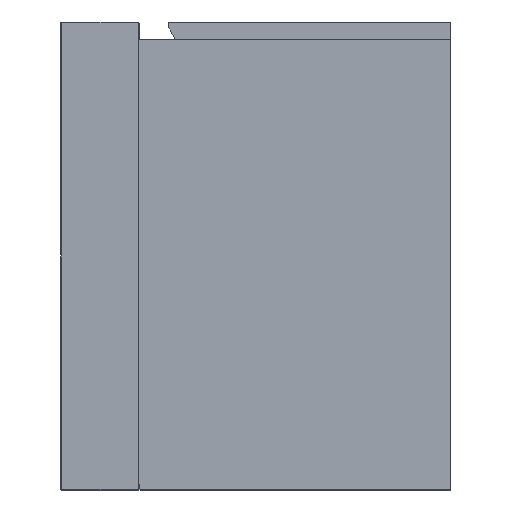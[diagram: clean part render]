
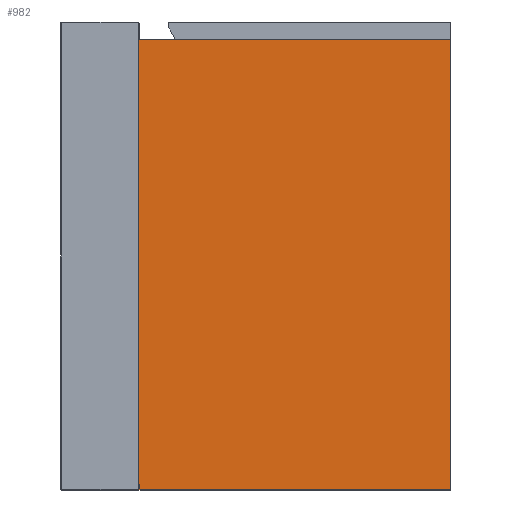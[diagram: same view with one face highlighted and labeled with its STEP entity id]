
A CAD part, left-side view. The second image highlights one B-rep face of the part: STEP entity #982.
In plain terms, the highlighted planar face has unit normal (-1, 0, 0).
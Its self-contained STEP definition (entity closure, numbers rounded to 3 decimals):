
#903=DIRECTION('',(0.,-1.,0.));
#904=VECTOR('',#903,320.);
#905=CARTESIAN_POINT('',(0.,160.,231.));
#906=LINE('',#905,#904);
#907=DIRECTION('',(0.,0.,-1.));
#908=VECTOR('',#907,462.);
#909=CARTESIAN_POINT('',(0.,-160.,231.));
#910=LINE('',#909,#908);
#911=DIRECTION('',(0.,1.,0.));
#912=VECTOR('',#911,320.);
#913=CARTESIAN_POINT('',(0.,-160.,-231.));
#914=LINE('',#913,#912);
#915=DIRECTION('',(0.,0.,1.));
#916=VECTOR('',#915,462.);
#917=CARTESIAN_POINT('',(0.,160.,-231.));
#918=LINE('',#917,#916);
#951=CARTESIAN_POINT('',(0.,160.,231.));
#952=CARTESIAN_POINT('',(0.,-160.,231.));
#953=VERTEX_POINT('',#951);
#954=VERTEX_POINT('',#952);
#955=CARTESIAN_POINT('',(0.,-160.,-231.));
#956=VERTEX_POINT('',#955);
#957=CARTESIAN_POINT('',(0.,160.,-231.));
#958=VERTEX_POINT('',#957);
#967=CARTESIAN_POINT('',(0.,0.,0.));
#968=DIRECTION('',(1.,0.,0.));
#969=DIRECTION('',(0.,0.,-1.));
#970=AXIS2_PLACEMENT_3D('',#967,#968,#969);
#971=PLANE('',#970);
#973=ORIENTED_EDGE('',*,*,#972,.T.);
#975=ORIENTED_EDGE('',*,*,#974,.T.);
#977=ORIENTED_EDGE('',*,*,#976,.T.);
#979=ORIENTED_EDGE('',*,*,#978,.T.);
#980=EDGE_LOOP('',(#973,#975,#977,#979));
#981=FACE_OUTER_BOUND('',#980,.F.);
#982=ADVANCED_FACE('',(#981),#971,.F.);
#972=EDGE_CURVE('',#953,#954,#906,.T.);
#974=EDGE_CURVE('',#954,#956,#910,.T.);
#976=EDGE_CURVE('',#956,#958,#914,.T.);
#978=EDGE_CURVE('',#958,#953,#918,.T.);
